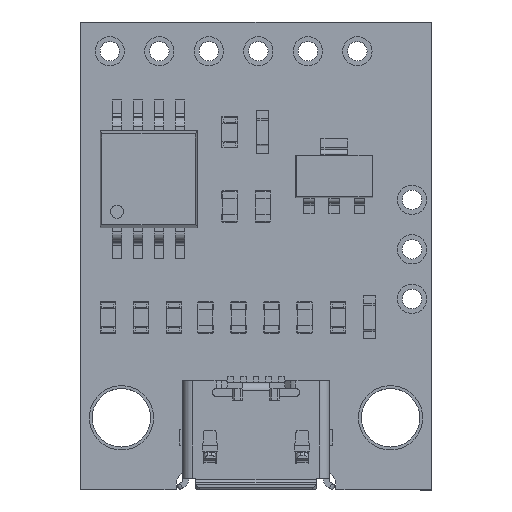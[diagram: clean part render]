
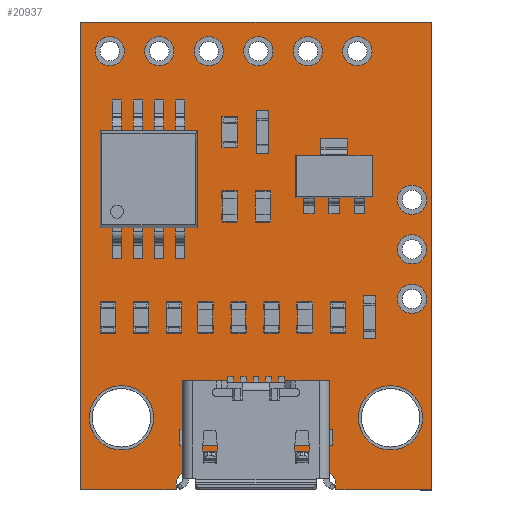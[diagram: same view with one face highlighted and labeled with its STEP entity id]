
A CAD part, top view. The second image highlights one B-rep face of the part: STEP entity #20937.
In plain terms, the highlighted planar face has unit normal (0, 0, 1).
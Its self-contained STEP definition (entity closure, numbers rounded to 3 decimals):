
#505=FACE_BOUND('',#2762,.T.);
#506=FACE_BOUND('',#2763,.T.);
#507=FACE_BOUND('',#2764,.T.);
#508=FACE_BOUND('',#2765,.T.);
#509=FACE_BOUND('',#2766,.T.);
#510=FACE_BOUND('',#2767,.T.);
#511=FACE_BOUND('',#2768,.T.);
#512=FACE_BOUND('',#2769,.T.);
#513=FACE_BOUND('',#2770,.T.);
#514=FACE_BOUND('',#2771,.T.);
#515=FACE_BOUND('',#2772,.T.);
#623=PLANE('',#22542);
#1485=FACE_OUTER_BOUND('',#2761,.T.);
#2761=EDGE_LOOP('',(#14727,#14728,#14729,#14730,#14731,#14732,#14733,#14734,
#14735,#14736));
#2762=EDGE_LOOP('',(#14737));
#2763=EDGE_LOOP('',(#14738));
#2764=EDGE_LOOP('',(#14739));
#2765=EDGE_LOOP('',(#14740));
#2766=EDGE_LOOP('',(#14741));
#2767=EDGE_LOOP('',(#14742));
#2768=EDGE_LOOP('',(#14743));
#2769=EDGE_LOOP('',(#14744));
#2770=EDGE_LOOP('',(#14745));
#2771=EDGE_LOOP('',(#14746));
#2772=EDGE_LOOP('',(#14747));
#3935=LINE('',#31099,#6218);
#3938=LINE('',#31107,#6221);
#3941=LINE('',#31115,#6224);
#3943=LINE('',#31119,#6226);
#3945=LINE('',#31123,#6228);
#3947=LINE('',#31127,#6230);
#3949=LINE('',#31131,#6232);
#3951=LINE('',#31134,#6234);
#6218=VECTOR('',#24933,10.);
#6221=VECTOR('',#24942,10.);
#6224=VECTOR('',#24951,10.);
#6226=VECTOR('',#24955,10.);
#6228=VECTOR('',#24959,10.);
#6230=VECTOR('',#24963,10.);
#6232=VECTOR('',#24967,10.);
#6234=VECTOR('',#24971,10.);
#8538=CIRCLE('',#22465,1.65);
#8541=CIRCLE('',#22470,0.75);
#8544=CIRCLE('',#22475,1.65);
#8547=CIRCLE('',#22480,0.75);
#8550=CIRCLE('',#22485,0.75);
#8553=CIRCLE('',#22490,0.75);
#8556=CIRCLE('',#22495,0.75);
#8559=CIRCLE('',#22500,0.75);
#8562=CIRCLE('',#22505,0.75);
#8565=CIRCLE('',#22510,0.75);
#8568=CIRCLE('',#22515,0.75);
#8571=CIRCLE('',#22532,0.75);
#8572=CIRCLE('',#22535,0.75);
#9256=VERTEX_POINT('',#30975);
#9259=VERTEX_POINT('',#30984);
#9262=VERTEX_POINT('',#30993);
#9265=VERTEX_POINT('',#31002);
#9268=VERTEX_POINT('',#31011);
#9271=VERTEX_POINT('',#31020);
#9274=VERTEX_POINT('',#31029);
#9277=VERTEX_POINT('',#31038);
#9280=VERTEX_POINT('',#31047);
#9283=VERTEX_POINT('',#31056);
#9286=VERTEX_POINT('',#31065);
#9289=VERTEX_POINT('',#31096);
#9290=VERTEX_POINT('',#31098);
#9291=VERTEX_POINT('',#31102);
#9292=VERTEX_POINT('',#31106);
#9293=VERTEX_POINT('',#31110);
#9294=VERTEX_POINT('',#31114);
#9295=VERTEX_POINT('',#31118);
#9296=VERTEX_POINT('',#31122);
#9297=VERTEX_POINT('',#31126);
#9298=VERTEX_POINT('',#31130);
#11325=EDGE_CURVE('',#9256,#9256,#8538,.T.);
#11329=EDGE_CURVE('',#9259,#9259,#8541,.T.);
#11333=EDGE_CURVE('',#9262,#9262,#8544,.T.);
#11337=EDGE_CURVE('',#9265,#9265,#8547,.T.);
#11341=EDGE_CURVE('',#9268,#9268,#8550,.T.);
#11345=EDGE_CURVE('',#9271,#9271,#8553,.T.);
#11349=EDGE_CURVE('',#9274,#9274,#8556,.T.);
#11353=EDGE_CURVE('',#9277,#9277,#8559,.T.);
#11357=EDGE_CURVE('',#9280,#9280,#8562,.T.);
#11361=EDGE_CURVE('',#9283,#9283,#8565,.T.);
#11365=EDGE_CURVE('',#9286,#9286,#8568,.T.);
#11381=EDGE_CURVE('',#9290,#9289,#3935,.T.);
#11383=EDGE_CURVE('',#9291,#9290,#8571,.T.);
#11385=EDGE_CURVE('',#9292,#9291,#3938,.T.);
#11387=EDGE_CURVE('',#9293,#9292,#8572,.T.);
#11389=EDGE_CURVE('',#9294,#9293,#3941,.T.);
#11391=EDGE_CURVE('',#9295,#9294,#3943,.T.);
#11393=EDGE_CURVE('',#9296,#9295,#3945,.T.);
#11395=EDGE_CURVE('',#9297,#9296,#3947,.T.);
#11397=EDGE_CURVE('',#9298,#9297,#3949,.T.);
#11399=EDGE_CURVE('',#9289,#9298,#3951,.T.);
#14727=ORIENTED_EDGE('',*,*,#11399,.T.);
#14728=ORIENTED_EDGE('',*,*,#11397,.T.);
#14729=ORIENTED_EDGE('',*,*,#11395,.T.);
#14730=ORIENTED_EDGE('',*,*,#11393,.T.);
#14731=ORIENTED_EDGE('',*,*,#11391,.T.);
#14732=ORIENTED_EDGE('',*,*,#11389,.T.);
#14733=ORIENTED_EDGE('',*,*,#11387,.T.);
#14734=ORIENTED_EDGE('',*,*,#11385,.T.);
#14735=ORIENTED_EDGE('',*,*,#11383,.T.);
#14736=ORIENTED_EDGE('',*,*,#11381,.T.);
#14737=ORIENTED_EDGE('',*,*,#11325,.T.);
#14738=ORIENTED_EDGE('',*,*,#11329,.T.);
#14739=ORIENTED_EDGE('',*,*,#11333,.T.);
#14740=ORIENTED_EDGE('',*,*,#11337,.T.);
#14741=ORIENTED_EDGE('',*,*,#11341,.T.);
#14742=ORIENTED_EDGE('',*,*,#11345,.T.);
#14743=ORIENTED_EDGE('',*,*,#11349,.T.);
#14744=ORIENTED_EDGE('',*,*,#11353,.T.);
#14745=ORIENTED_EDGE('',*,*,#11357,.T.);
#14746=ORIENTED_EDGE('',*,*,#11361,.T.);
#14747=ORIENTED_EDGE('',*,*,#11365,.T.);
#20937=ADVANCED_FACE('',(#1485,#505,#506,#507,#508,#509,#510,#511,#512,
#513,#514,#515),#623,.T.);
#22465=AXIS2_PLACEMENT_3D('',#30976,#24778,#24779);
#22470=AXIS2_PLACEMENT_3D('',#30985,#24789,#24790);
#22475=AXIS2_PLACEMENT_3D('',#30994,#24800,#24801);
#22480=AXIS2_PLACEMENT_3D('',#31003,#24811,#24812);
#22485=AXIS2_PLACEMENT_3D('',#31012,#24822,#24823);
#22490=AXIS2_PLACEMENT_3D('',#31021,#24833,#24834);
#22495=AXIS2_PLACEMENT_3D('',#31030,#24844,#24845);
#22500=AXIS2_PLACEMENT_3D('',#31039,#24855,#24856);
#22505=AXIS2_PLACEMENT_3D('',#31048,#24866,#24867);
#22510=AXIS2_PLACEMENT_3D('',#31057,#24877,#24878);
#22515=AXIS2_PLACEMENT_3D('',#31066,#24888,#24889);
#22532=AXIS2_PLACEMENT_3D('',#31103,#24937,#24938);
#22535=AXIS2_PLACEMENT_3D('',#31111,#24946,#24947);
#22542=AXIS2_PLACEMENT_3D('',#31135,#24972,#24973);
#24778=DIRECTION('center_axis',(0.,0.,-1.));
#24779=DIRECTION('ref_axis',(-1.,0.,0.));
#24789=DIRECTION('center_axis',(0.,0.,-1.));
#24790=DIRECTION('ref_axis',(-1.,0.,0.));
#24800=DIRECTION('center_axis',(0.,0.,-1.));
#24801=DIRECTION('ref_axis',(-1.,0.,0.));
#24811=DIRECTION('center_axis',(0.,0.,-1.));
#24812=DIRECTION('ref_axis',(-1.,0.,0.));
#24822=DIRECTION('center_axis',(0.,0.,-1.));
#24823=DIRECTION('ref_axis',(-1.,0.,0.));
#24833=DIRECTION('center_axis',(0.,0.,-1.));
#24834=DIRECTION('ref_axis',(-1.,0.,0.));
#24844=DIRECTION('center_axis',(0.,0.,-1.));
#24845=DIRECTION('ref_axis',(-1.,0.,0.));
#24855=DIRECTION('center_axis',(0.,0.,-1.));
#24856=DIRECTION('ref_axis',(-1.,0.,0.));
#24866=DIRECTION('center_axis',(0.,0.,-1.));
#24867=DIRECTION('ref_axis',(-1.,0.,0.));
#24877=DIRECTION('center_axis',(0.,0.,-1.));
#24878=DIRECTION('ref_axis',(-1.,0.,0.));
#24888=DIRECTION('center_axis',(0.,0.,-1.));
#24889=DIRECTION('ref_axis',(-1.,0.,0.));
#24933=DIRECTION('',(0.,1.,0.));
#24937=DIRECTION('center_axis',(0.,0.,-1.));
#24938=DIRECTION('ref_axis',(-1.,0.,0.));
#24942=DIRECTION('',(-1.,0.,0.));
#24946=DIRECTION('center_axis',(0.,0.,-1.));
#24947=DIRECTION('ref_axis',(0.,-1.,0.));
#24951=DIRECTION('',(0.,-1.,0.));
#24955=DIRECTION('',(-1.,0.,0.));
#24959=DIRECTION('',(0.,1.,0.));
#24963=DIRECTION('',(1.,0.,0.));
#24967=DIRECTION('',(0.,-1.,0.));
#24971=DIRECTION('',(-1.,0.,0.));
#24972=DIRECTION('center_axis',(0.,0.,1.));
#24973=DIRECTION('ref_axis',(1.,0.,0.));
#30975=CARTESIAN_POINT('',(3.75,20.3,1.3));
#30976=CARTESIAN_POINT('Origin',(2.1,20.3,1.3));
#30984=CARTESIAN_POINT('',(1.75,14.2,1.3));
#30985=CARTESIAN_POINT('Origin',(1.,14.2,1.3));
#30993=CARTESIAN_POINT('',(17.55,20.3,1.3));
#30994=CARTESIAN_POINT('Origin',(15.9,20.3,1.3));
#31002=CARTESIAN_POINT('',(1.75,9.12,1.3));
#31003=CARTESIAN_POINT('Origin',(1.,9.12,1.3));
#31011=CARTESIAN_POINT('',(4.55,1.5,1.3));
#31012=CARTESIAN_POINT('Origin',(3.8,1.5,1.3));
#31020=CARTESIAN_POINT('',(9.63,1.5,1.3));
#31021=CARTESIAN_POINT('Origin',(8.88,1.5,1.3));
#31029=CARTESIAN_POINT('',(14.71,1.5,1.3));
#31030=CARTESIAN_POINT('Origin',(13.96,1.5,1.3));
#31038=CARTESIAN_POINT('',(1.75,11.66,1.3));
#31039=CARTESIAN_POINT('Origin',(1.,11.66,1.3));
#31047=CARTESIAN_POINT('',(7.09,1.5,1.3));
#31048=CARTESIAN_POINT('Origin',(6.34,1.5,1.3));
#31056=CARTESIAN_POINT('',(12.17,1.5,1.3));
#31057=CARTESIAN_POINT('Origin',(11.42,1.5,1.3));
#31065=CARTESIAN_POINT('',(17.25,1.5,1.3));
#31066=CARTESIAN_POINT('Origin',(16.5,1.5,1.3));
#31096=CARTESIAN_POINT('',(4.9,24.,1.3));
#31098=CARTESIAN_POINT('',(4.9,23.75,1.3));
#31099=CARTESIAN_POINT('',(4.9,24.,1.3));
#31102=CARTESIAN_POINT('',(5.65,23.,1.3));
#31103=CARTESIAN_POINT('Origin',(5.65,23.75,1.3));
#31106=CARTESIAN_POINT('',(12.35,23.,1.3));
#31107=CARTESIAN_POINT('',(5.65,23.,1.3));
#31110=CARTESIAN_POINT('',(13.1,23.75,1.3));
#31111=CARTESIAN_POINT('Origin',(12.35,23.75,1.3));
#31114=CARTESIAN_POINT('',(13.1,24.,1.3));
#31115=CARTESIAN_POINT('',(13.1,23.75,1.3));
#31118=CARTESIAN_POINT('',(18.,24.,1.3));
#31119=CARTESIAN_POINT('',(18.,24.,1.3));
#31122=CARTESIAN_POINT('',(18.,0.,1.3));
#31123=CARTESIAN_POINT('',(18.,0.,1.3));
#31126=CARTESIAN_POINT('',(0.,0.,1.3));
#31127=CARTESIAN_POINT('',(0.,0.,1.3));
#31130=CARTESIAN_POINT('',(0.,24.,1.3));
#31131=CARTESIAN_POINT('',(0.,24.,1.3));
#31134=CARTESIAN_POINT('',(18.,24.,1.3));
#31135=CARTESIAN_POINT('Origin',(9.,12.,1.3));
